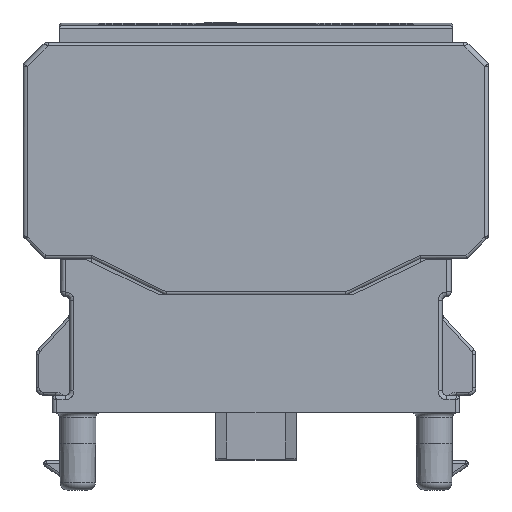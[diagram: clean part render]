
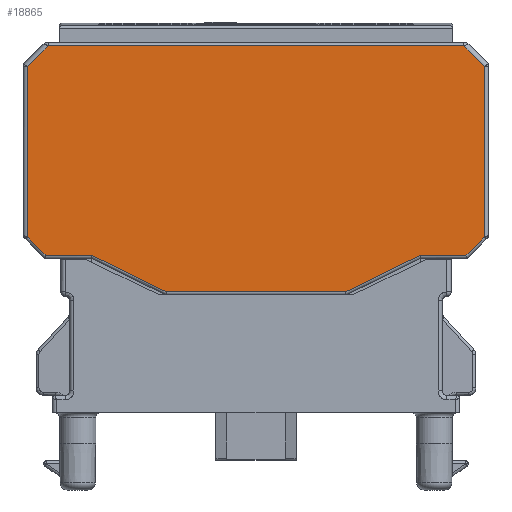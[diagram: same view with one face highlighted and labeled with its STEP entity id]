
A CAD part, left-side view. The second image highlights one B-rep face of the part: STEP entity #18865.
In plain terms, the highlighted face is planar.
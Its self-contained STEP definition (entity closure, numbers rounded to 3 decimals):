
#4422=DIRECTION('',(0.003,0.707,0.707));
#4423=VECTOR('',#4422,2.015);
#4424=CARTESIAN_POINT('',(31.518,7.274,-3.648));
#4425=LINE('',#4424,#4423);
#4429=DIRECTION('',(0.003,0.707,-0.707));
#4430=VECTOR('',#4429,1.814);
#4431=CARTESIAN_POINT('',(31.462,-5.701,
-2.366));
#4432=LINE('',#4431,#4430);
#4436=DIRECTION('',(0.002,0.44,-0.898));
#4437=VECTOR('',#4436,5.68);
#4438=CARTESIAN_POINT('',(31.451,-8.201,5.898));
#4439=LINE('',#4438,#4437);
#4443=DIRECTION('',(-0.002,-0.44,-0.898));
#4444=VECTOR('',#4443,5.68);
#4445=CARTESIAN_POINT('',(31.462,-5.701,23.305));
#4446=LINE('',#4445,#4444);
#4450=DIRECTION('',(-0.003,-0.707,-0.707));
#4451=VECTOR('',#4450,1.814);
#4452=CARTESIAN_POINT('',(31.467,-4.418,27.752));
#4453=LINE('',#4452,#4451);
#4457=DIRECTION('',(-0.003,-0.707,0.707));
#4458=VECTOR('',#4457,2.015);
#4459=CARTESIAN_POINT('',(31.525,8.699,26.327));
#4460=LINE('',#4459,#4458);
#4471=DIRECTION('',(0.,0.,-1.));
#4472=VECTOR('',#4471,28.551);
#4473=CARTESIAN_POINT('',(31.525,8.699,26.327));
#4474=LINE('',#4473,#4472);
#5069=DIRECTION('',(0.004,1.,0.));
#5070=VECTOR('',#5069,11.693);
#5071=CARTESIAN_POINT('',(31.467,-4.418,27.752));
#5072=LINE('',#5071,#5070);
#5154=DIRECTION('',(0.,0.,1.));
#5155=VECTOR('',#5154,3.164);
#5156=CARTESIAN_POINT('',(31.462,-5.701,23.305));
#5157=LINE('',#5156,#5155);
#5197=DIRECTION('',(0.,0.,1.));
#5198=VECTOR('',#5197,12.307);
#5199=CARTESIAN_POINT('',(31.451,-8.201,5.898));
#5200=LINE('',#5199,#5198);
#5233=DIRECTION('',(0.,0.,1.));
#5234=VECTOR('',#5233,3.164);
#5235=CARTESIAN_POINT('',(31.462,-5.701,
-2.366));
#5236=LINE('',#5235,#5234);
#5335=DIRECTION('',(-0.004,-1.,0.));
#5336=VECTOR('',#5335,11.693);
#5337=CARTESIAN_POINT('',(31.518,7.274,-3.648));
#5338=LINE('',#5337,#5336);
#13343=CARTESIAN_POINT('',(31.525,8.699,26.327));
#13344=CARTESIAN_POINT('',(31.525,8.699,
-2.224));
#13345=VERTEX_POINT('',#13343);
#13346=VERTEX_POINT('',#13344);
#13347=CARTESIAN_POINT('',(31.518,7.274,27.752));
#13348=VERTEX_POINT('',#13347);
#13349=CARTESIAN_POINT('',(31.467,-4.418,
27.752));
#13350=VERTEX_POINT('',#13349);
#13351=CARTESIAN_POINT('',(31.462,-5.701,
26.469));
#13352=VERTEX_POINT('',#13351);
#13353=CARTESIAN_POINT('',(31.462,-5.701,
23.305));
#13354=VERTEX_POINT('',#13353);
#13355=CARTESIAN_POINT('',(31.451,-8.201,
18.205));
#13356=VERTEX_POINT('',#13355);
#13357=CARTESIAN_POINT('',(31.451,-8.201,
5.898));
#13358=VERTEX_POINT('',#13357);
#13359=CARTESIAN_POINT('',(31.462,-5.701,
0.798));
#13360=VERTEX_POINT('',#13359);
#13361=CARTESIAN_POINT('',(31.462,-5.701,
-2.366));
#13362=VERTEX_POINT('',#13361);
#13363=CARTESIAN_POINT('',(31.467,-4.418,
-3.648));
#13364=VERTEX_POINT('',#13363);
#13365=CARTESIAN_POINT('',(31.518,7.274,
-3.648));
#13366=VERTEX_POINT('',#13365);
#18835=CARTESIAN_POINT('',(31.45,-8.4,-3.948));
#18836=DIRECTION('',(1.,-0.004,0.));
#18837=DIRECTION('',(0.004,1.,0.));
#18838=AXIS2_PLACEMENT_3D('',#18835,#18836,#18837);
#18839=PLANE('',#18838);
#18841=ORIENTED_EDGE('',*,*,#18840,.T.);
#18842=ORIENTED_EDGE('',*,*,#18818,.F.);
#18844=ORIENTED_EDGE('',*,*,#18843,.T.);
#18846=ORIENTED_EDGE('',*,*,#18845,.F.);
#18848=ORIENTED_EDGE('',*,*,#18847,.T.);
#18850=ORIENTED_EDGE('',*,*,#18849,.F.);
#18852=ORIENTED_EDGE('',*,*,#18851,.T.);
#18854=ORIENTED_EDGE('',*,*,#18853,.F.);
#18856=ORIENTED_EDGE('',*,*,#18855,.T.);
#18858=ORIENTED_EDGE('',*,*,#18857,.F.);
#18860=ORIENTED_EDGE('',*,*,#18859,.T.);
#18862=ORIENTED_EDGE('',*,*,#18861,.F.);
#18863=EDGE_LOOP('',(#18841,#18842,#18844,#18846,#18848,#18850,#18852,#18854,
#18856,#18858,#18860,#18862));
#18864=FACE_OUTER_BOUND('',#18863,.F.);
#18818=EDGE_CURVE('',#13366,#13346,#4425,.T.);
#18840=EDGE_CURVE('',#13345,#13346,#4474,.T.);
#18843=EDGE_CURVE('',#13366,#13364,#5338,.T.);
#18845=EDGE_CURVE('',#13362,#13364,#4432,.T.);
#18847=EDGE_CURVE('',#13362,#13360,#5236,.T.);
#18849=EDGE_CURVE('',#13358,#13360,#4439,.T.);
#18851=EDGE_CURVE('',#13358,#13356,#5200,.T.);
#18853=EDGE_CURVE('',#13354,#13356,#4446,.T.);
#18855=EDGE_CURVE('',#13354,#13352,#5157,.T.);
#18857=EDGE_CURVE('',#13350,#13352,#4453,.T.);
#18859=EDGE_CURVE('',#13350,#13348,#5072,.T.);
#18861=EDGE_CURVE('',#13345,#13348,#4460,.T.);
#18865=ADVANCED_FACE('',(#18864),#18839,.T.);
